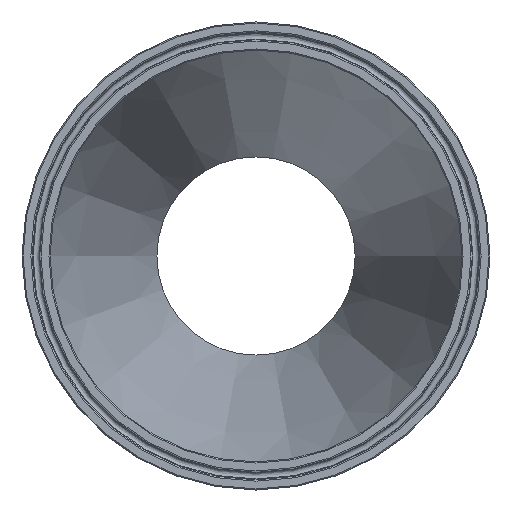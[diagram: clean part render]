
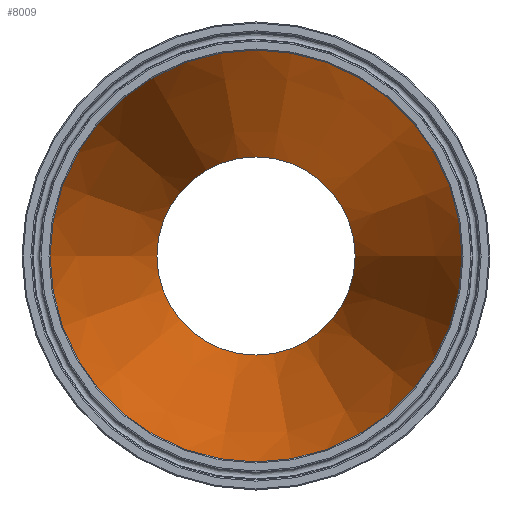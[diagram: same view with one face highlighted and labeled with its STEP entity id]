
A CAD part, left-side view. The second image highlights one B-rep face of the part: STEP entity #8009.
In plain terms, the highlighted conical face has half-angle 15.255 degrees and reference radius 54.381 mm.
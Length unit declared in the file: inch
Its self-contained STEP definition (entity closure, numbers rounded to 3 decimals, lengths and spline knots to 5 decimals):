
#130=FACE_BOUND('',#1500,.T.);
#995=FACE_OUTER_BOUND('',#1499,.T.);
#1499=EDGE_LOOP('',(#7428));
#1500=EDGE_LOOP('',(#7429));
#1702=CIRCLE('',#8466,1.391);
#1703=CIRCLE('',#8468,2.891);
#3934=VERTEX_POINT('',#17477);
#3935=VERTEX_POINT('',#17480);
#5107=EDGE_CURVE('',#3934,#3934,#1702,.T.);
#5108=EDGE_CURVE('',#3935,#3935,#1703,.T.);
#7428=ORIENTED_EDGE('',*,*,#5108,.F.);
#7429=ORIENTED_EDGE('',*,*,#5107,.T.);
#7513=CONICAL_SURFACE('',#8467,2.141,15.255);
#8009=ADVANCED_FACE('',(#995,#130),#7513,.F.);
#8466=AXIS2_PLACEMENT_3D('',#17478,#9888,#9889);
#8467=AXIS2_PLACEMENT_3D('',#17479,#9890,#9891);
#8468=AXIS2_PLACEMENT_3D('',#17481,#9892,#9893);
#9888=DIRECTION('center_axis',(1.,0.,0.));
#9889=DIRECTION('ref_axis',(0.,-1.,0.));
#9890=DIRECTION('center_axis',(-1.,0.,0.));
#9891=DIRECTION('ref_axis',(0.,-1.,0.));
#9892=DIRECTION('center_axis',(1.,0.,0.));
#9893=DIRECTION('ref_axis',(0.,-1.,0.));
#17477=CARTESIAN_POINT('',(5.5,-1.391,0.));
#17478=CARTESIAN_POINT('Origin',(5.5,0.,0.));
#17479=CARTESIAN_POINT('Origin',(2.75,0.,0.));
#17480=CARTESIAN_POINT('',(0.,-2.891,0.));
#17481=CARTESIAN_POINT('Origin',(0.,0.,0.));
